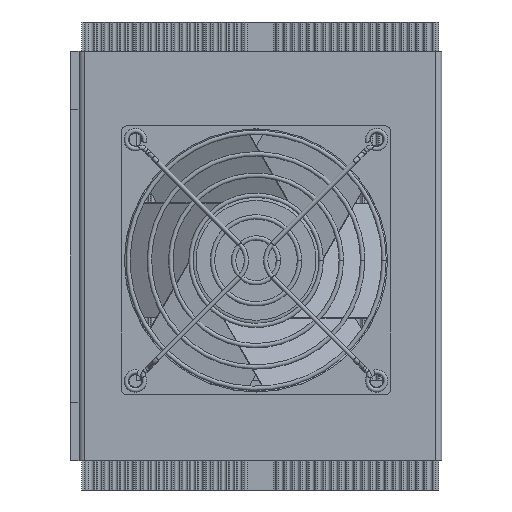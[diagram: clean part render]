
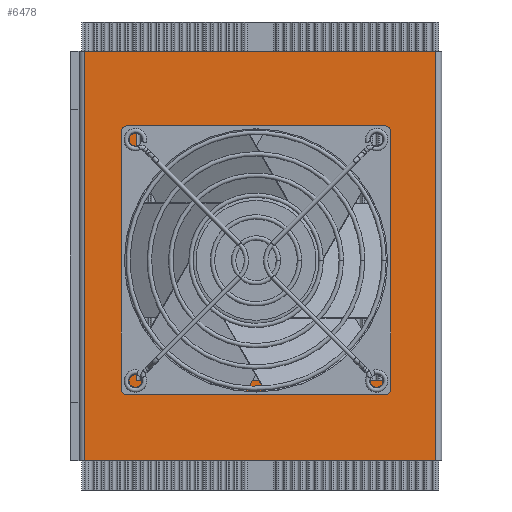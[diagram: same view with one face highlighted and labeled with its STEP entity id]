
A CAD part, front view. The second image highlights one B-rep face of the part: STEP entity #6478.
In plain terms, the highlighted planar face has unit normal (0, -1, 0).
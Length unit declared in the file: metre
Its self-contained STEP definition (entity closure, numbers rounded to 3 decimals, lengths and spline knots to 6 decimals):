
#117=LINE('',#10005,#700);
#120=LINE('',#10011,#703);
#123=LINE('',#10017,#706);
#126=LINE('',#10023,#709);
#130=LINE('',#10035,#713);
#142=LINE('',#10076,#725);
#147=LINE('',#10093,#730);
#148=LINE('',#10095,#731);
#700=VECTOR('',#7949,1.);
#703=VECTOR('',#7954,1.);
#706=VECTOR('',#7959,1.);
#709=VECTOR('',#7964,1.);
#713=VECTOR('',#7974,1.);
#725=VECTOR('',#8004,1.);
#730=VECTOR('',#8023,1.);
#731=VECTOR('',#8026,1.);
#1590=ORIENTED_EDGE('',*,*,#3426,.T.);
#1591=ORIENTED_EDGE('',*,*,#3396,.F.);
#1592=ORIENTED_EDGE('',*,*,#3425,.F.);
#1593=ORIENTED_EDGE('',*,*,#3416,.T.);
#1594=ORIENTED_EDGE('',*,*,#3390,.F.);
#1595=ORIENTED_EDGE('',*,*,#3387,.F.);
#1596=ORIENTED_EDGE('',*,*,#3384,.F.);
#1597=ORIENTED_EDGE('',*,*,#3381,.F.);
#3381=EDGE_CURVE('',#4319,#4320,#117,.T.);
#3384=EDGE_CURVE('',#4320,#4322,#120,.T.);
#3387=EDGE_CURVE('',#4322,#4324,#123,.T.);
#3390=EDGE_CURVE('',#4324,#4319,#126,.T.);
#3396=EDGE_CURVE('',#4330,#4331,#130,.T.);
#3416=EDGE_CURVE('',#4351,#4350,#142,.T.);
#3425=EDGE_CURVE('',#4351,#4330,#147,.T.);
#3426=EDGE_CURVE('',#4350,#4331,#148,.T.);
#4319=VERTEX_POINT('',#10004);
#4320=VERTEX_POINT('',#10006);
#4322=VERTEX_POINT('',#10012);
#4324=VERTEX_POINT('',#10018);
#4330=VERTEX_POINT('',#10034);
#4331=VERTEX_POINT('',#10036);
#4350=VERTEX_POINT('',#10075);
#4351=VERTEX_POINT('',#10077);
#5311=EDGE_LOOP('',(#1590,#1591,#1592,#1593));
#5312=EDGE_LOOP('',(#1594,#1595,#1596,#1597));
#5800=FACE_BOUND('',#5311,.T.);
#5801=FACE_BOUND('',#5312,.T.);
#6247=PLANE('',#7149);
#6478=ADVANCED_FACE('',(#5800,#5801),#6247,.T.);
#7149=AXIS2_PLACEMENT_3D('',#10094,#8024,#8025);
#7949=DIRECTION('',(-1.,0.,0.));
#7954=DIRECTION('',(0.,0.,-1.));
#7959=DIRECTION('',(1.,0.,0.));
#7964=DIRECTION('',(0.,0.,1.));
#7974=DIRECTION('',(1.,0.,0.));
#8004=DIRECTION('',(1.,0.,0.));
#8023=DIRECTION('',(0.,0.,1.));
#8024=DIRECTION('',(0.,-1.,0.));
#8025=DIRECTION('',(0.,0.,-1.));
#8026=DIRECTION('',(0.,0.,1.));
#10004=CARTESIAN_POINT('',(0.0425,-0.025461,0.0425));
#10005=CARTESIAN_POINT('',(-0.0425,-0.025461,0.0425));
#10006=CARTESIAN_POINT('',(-0.0425,-0.025461,0.0425));
#10011=CARTESIAN_POINT('',(-0.0425,-0.025461,0.0425));
#10012=CARTESIAN_POINT('',(-0.0425,-0.025461,-0.0425));
#10017=CARTESIAN_POINT('',(-0.0425,-0.025461,-0.0425));
#10018=CARTESIAN_POINT('',(0.0425,-0.025461,-0.0425));
#10023=CARTESIAN_POINT('',(0.0425,-0.025461,0.0425));
#10034=CARTESIAN_POINT('',(-0.06,-0.025461,0.07));
#10035=CARTESIAN_POINT('',(-0.06,-0.025461,0.07));
#10036=CARTESIAN_POINT('',(0.06,-0.025461,0.07));
#10075=CARTESIAN_POINT('',(0.06,-0.025461,-0.07));
#10076=CARTESIAN_POINT('',(-0.06,-0.025461,-0.07));
#10077=CARTESIAN_POINT('',(-0.06,-0.025461,-0.07));
#10093=CARTESIAN_POINT('',(-0.06,-0.025461,-0.07));
#10094=CARTESIAN_POINT('',(-0.06,-0.025461,-0.07));
#10095=CARTESIAN_POINT('',(0.06,-0.025461,-0.07));
